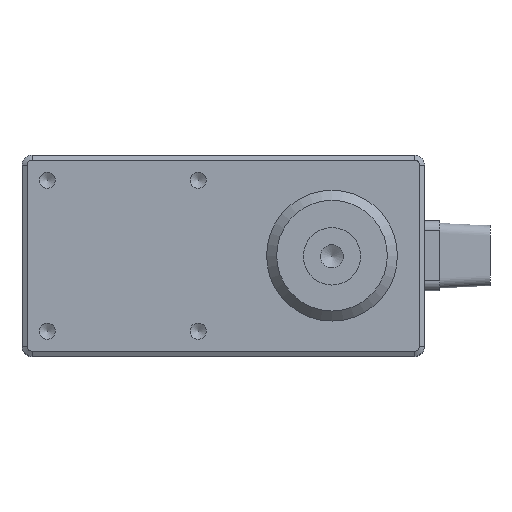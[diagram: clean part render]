
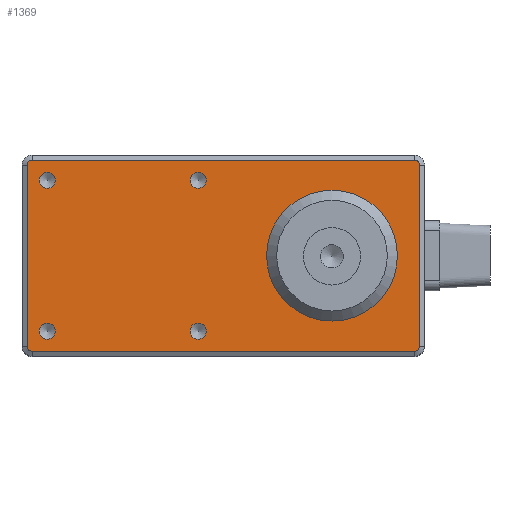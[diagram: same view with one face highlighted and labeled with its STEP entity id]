
A CAD part, front view. The second image highlights one B-rep face of the part: STEP entity #1369.
In plain terms, the highlighted planar face has unit normal (0, -1, 0).
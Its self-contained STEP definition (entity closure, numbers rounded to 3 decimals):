
#1239=CARTESIAN_POINT('',(0.,0.,0.));
#1240=DIRECTION('',(0.,1.,0.));
#1241=DIRECTION('',(0.,0.,1.));
#1242=AXIS2_PLACEMENT_3D('',#1239,#1240,#1241);
#1243=PLANE('',#1242);
#1244=CARTESIAN_POINT('',(21.354,0.,9.066));
#1245=VERTEX_POINT('',#1244);
#1246=CARTESIAN_POINT('',(20.854,0.,9.566));
#1247=VERTEX_POINT('',#1246);
#1248=CARTESIAN_POINT('',(20.854,0.,9.066));
#1249=DIRECTION('',(-0.,-1.,-0.));
#1250=DIRECTION('',(0.,-0.,1.));
#1251=AXIS2_PLACEMENT_3D('',#1248,#1249,#1250);
#1252=CIRCLE('',#1251,0.5);
#1253=EDGE_CURVE('',#1245,#1247,#1252,.T.);
#1254=ORIENTED_EDGE('',*,*,#1253,.T.);
#1255=CARTESIAN_POINT('',(-17.146,0.,9.566));
#1256=VERTEX_POINT('',#1255);
#1257=CARTESIAN_POINT('',(20.854,0.,9.566));
#1258=DIRECTION('',(-1.,0.,-0.));
#1259=VECTOR('',#1258,38.);
#1260=LINE('',#1257,#1259);
#1261=EDGE_CURVE('',#1247,#1256,#1260,.T.);
#1262=ORIENTED_EDGE('',*,*,#1261,.T.);
#1263=CARTESIAN_POINT('',(-17.646,0.,9.066));
#1264=VERTEX_POINT('',#1263);
#1265=CARTESIAN_POINT('',(-17.146,0.,9.066));
#1266=DIRECTION('',(-0.,-1.,-0.));
#1267=DIRECTION('',(0.,-0.,1.));
#1268=AXIS2_PLACEMENT_3D('',#1265,#1266,#1267);
#1269=CIRCLE('',#1268,0.5);
#1270=EDGE_CURVE('',#1256,#1264,#1269,.T.);
#1271=ORIENTED_EDGE('',*,*,#1270,.T.);
#1272=CARTESIAN_POINT('',(-17.646,0.,-8.934));
#1273=VERTEX_POINT('',#1272);
#1274=CARTESIAN_POINT('',(-17.646,0.,9.066));
#1275=DIRECTION('',(0.,0.,-1.));
#1276=VECTOR('',#1275,18.);
#1277=LINE('',#1274,#1276);
#1278=EDGE_CURVE('',#1264,#1273,#1277,.T.);
#1279=ORIENTED_EDGE('',*,*,#1278,.T.);
#1280=CARTESIAN_POINT('',(-17.146,0.,-9.434));
#1281=VERTEX_POINT('',#1280);
#1282=CARTESIAN_POINT('',(-17.146,0.,-8.934));
#1283=DIRECTION('',(-0.,-1.,-0.));
#1284=DIRECTION('',(0.,-0.,1.));
#1285=AXIS2_PLACEMENT_3D('',#1282,#1283,#1284);
#1286=CIRCLE('',#1285,0.5);
#1287=EDGE_CURVE('',#1273,#1281,#1286,.T.);
#1288=ORIENTED_EDGE('',*,*,#1287,.T.);
#1289=CARTESIAN_POINT('',(20.854,0.,-9.434));
#1290=VERTEX_POINT('',#1289);
#1291=CARTESIAN_POINT('',(-17.146,0.,-9.434));
#1292=DIRECTION('',(1.,0.,-0.));
#1293=VECTOR('',#1292,38.);
#1294=LINE('',#1291,#1293);
#1295=EDGE_CURVE('',#1281,#1290,#1294,.T.);
#1296=ORIENTED_EDGE('',*,*,#1295,.T.);
#1297=CARTESIAN_POINT('',(21.354,0.,-8.934));
#1298=VERTEX_POINT('',#1297);
#1299=CARTESIAN_POINT('',(20.854,0.,-8.934));
#1300=DIRECTION('',(-0.,-1.,-0.));
#1301=DIRECTION('',(0.,-0.,1.));
#1302=AXIS2_PLACEMENT_3D('',#1299,#1300,#1301);
#1303=CIRCLE('',#1302,0.5);
#1304=EDGE_CURVE('',#1290,#1298,#1303,.T.);
#1305=ORIENTED_EDGE('',*,*,#1304,.T.);
#1306=CARTESIAN_POINT('',(21.354,0.,-8.934));
#1307=DIRECTION('',(0.,0.,1.));
#1308=VECTOR('',#1307,18.);
#1309=LINE('',#1306,#1308);
#1310=EDGE_CURVE('',#1298,#1245,#1309,.T.);
#1311=ORIENTED_EDGE('',*,*,#1310,.T.);
#1312=EDGE_LOOP('',(#1254,#1262,#1271,#1279,#1288,#1296,#1305,#1311));
#1313=FACE_BOUND('',#1312,.T.);
#1314=CARTESIAN_POINT('',(-0.646,-0.,6.766));
#1315=VERTEX_POINT('',#1314);
#1316=CARTESIAN_POINT('',(-0.646,-0.,7.566));
#1317=DIRECTION('',(0.,-1.,0.));
#1318=DIRECTION('',(0.,0.,-1.));
#1319=AXIS2_PLACEMENT_3D('',#1316,#1317,#1318);
#1320=CIRCLE('',#1319,0.8);
#1321=EDGE_CURVE('',#1315,#1315,#1320,.T.);
#1322=ORIENTED_EDGE('',*,*,#1321,.F.);
#1323=EDGE_LOOP('',(#1322));
#1324=FACE_BOUND('',#1323,.T.);
#1325=CARTESIAN_POINT('',(-15.646,-0.,6.766));
#1326=VERTEX_POINT('',#1325);
#1327=CARTESIAN_POINT('',(-15.646,-0.,7.566));
#1328=DIRECTION('',(0.,-1.,0.));
#1329=DIRECTION('',(0.,0.,-1.));
#1330=AXIS2_PLACEMENT_3D('',#1327,#1328,#1329);
#1331=CIRCLE('',#1330,0.8);
#1332=EDGE_CURVE('',#1326,#1326,#1331,.T.);
#1333=ORIENTED_EDGE('',*,*,#1332,.F.);
#1334=EDGE_LOOP('',(#1333));
#1335=FACE_BOUND('',#1334,.T.);
#1336=CARTESIAN_POINT('',(-0.646,-0.,-8.234));
#1337=VERTEX_POINT('',#1336);
#1338=CARTESIAN_POINT('',(-0.646,-0.,-7.434));
#1339=DIRECTION('',(0.,-1.,0.));
#1340=DIRECTION('',(0.,0.,-1.));
#1341=AXIS2_PLACEMENT_3D('',#1338,#1339,#1340);
#1342=CIRCLE('',#1341,0.8);
#1343=EDGE_CURVE('',#1337,#1337,#1342,.T.);
#1344=ORIENTED_EDGE('',*,*,#1343,.F.);
#1345=EDGE_LOOP('',(#1344));
#1346=FACE_BOUND('',#1345,.T.);
#1347=CARTESIAN_POINT('',(-15.646,-0.,-8.234));
#1348=VERTEX_POINT('',#1347);
#1349=CARTESIAN_POINT('',(-15.646,-0.,-7.434));
#1350=DIRECTION('',(0.,-1.,0.));
#1351=DIRECTION('',(0.,0.,-1.));
#1352=AXIS2_PLACEMENT_3D('',#1349,#1350,#1351);
#1353=CIRCLE('',#1352,0.8);
#1354=EDGE_CURVE('',#1348,#1348,#1353,.T.);
#1355=ORIENTED_EDGE('',*,*,#1354,.F.);
#1356=EDGE_LOOP('',(#1355));
#1357=FACE_BOUND('',#1356,.T.);
#1358=CARTESIAN_POINT('',(12.654,-0.,6.566));
#1359=VERTEX_POINT('',#1358);
#1360=CARTESIAN_POINT('',(12.654,0.,0.066));
#1361=DIRECTION('',(-0.,-1.,-0.));
#1362=DIRECTION('',(0.,-0.,1.));
#1363=AXIS2_PLACEMENT_3D('',#1360,#1361,#1362);
#1364=CIRCLE('',#1363,6.5);
#1365=EDGE_CURVE('',#1359,#1359,#1364,.T.);
#1366=ORIENTED_EDGE('',*,*,#1365,.F.);
#1367=EDGE_LOOP('',(#1366));
#1368=FACE_BOUND('',#1367,.T.);
#1369=ADVANCED_FACE('',(#1313,#1324,#1335,#1346,#1357,#1368),#1243,.F.);
